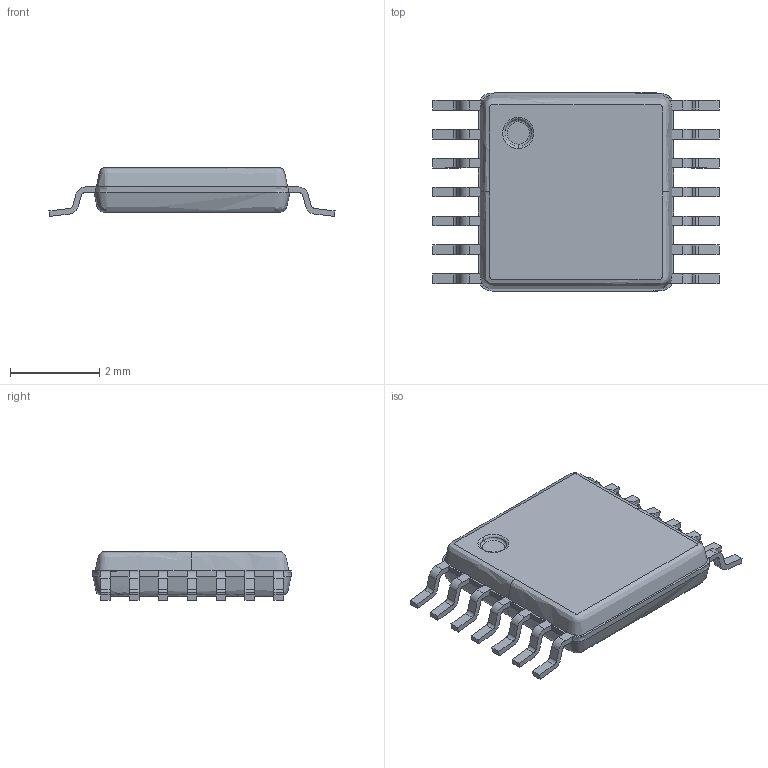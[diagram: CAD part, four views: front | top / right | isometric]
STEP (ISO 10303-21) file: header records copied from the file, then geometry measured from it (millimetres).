
FILE_DESCRIPTION(/* description */ (''),/* implementation_level */ '2;1');
FILE_NAME(/* name */ 'TSSOP-14',/* time_stamp */ '2017-09-25T16:24:25+02:00',/* author */ (''),/* organization */ (''),/* preprocessor_version */ 'ST-DEVELOPER v14',/* originating_system */ '',/* authorisation */ '');
FILE_SCHEMA (('AUTOMOTIVE_DESIGN'));
Length unit declared in the file: millimetre
Products named in the file (1): Document
Bounding box: 6.43 x 4.45 x 1.1 mm (x, y, z)
Volume: 19.2 mm3; surface area: 107.3 mm2
Topology: 8 solids, 8 shells, 209 faces, 614 edges, 408 vertices
Faces by surface type: bspline 176, plane 33
Entity records: 23478 total; most frequent: CARTESIAN_POINT 19613, ORIENTED_EDGE 1228, EDGE_CURVE 614, B_SPLINE_CURVE_WITH_KNOTS 604, VERTEX_POINT 408, EDGE_LOOP 210, ADVANCED_FACE 209, FACE_OUTER_BOUND 209
